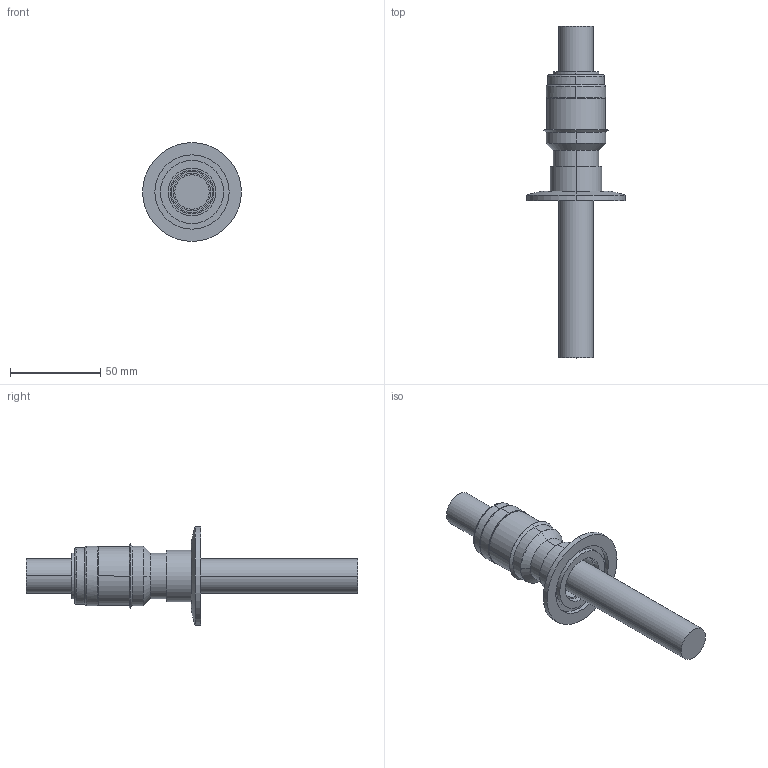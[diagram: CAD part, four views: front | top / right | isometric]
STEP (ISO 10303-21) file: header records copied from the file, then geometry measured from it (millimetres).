
FILE_DESCRIPTION (( 'STEP AP203' ), '1' );
FILE_NAME ('A0219-2-QF.STEP', '2013-06-03T12:33:30', ( '' ), ( '' ), 'SwSTEP 2.0', 'SolidWorks 2012', '' );
FILE_SCHEMA (( 'CONFIG_CONTROL_DESIGN' ));
Length unit declared in the file: inch
Products named in the file (1): A0219-2-QF
Bounding box: 54.86 x 184.15 x 54.86 mm (x, y, z)
Volume: 77144.4 mm3; surface area: 30595 mm2
Topology: 1 solids, 1 shells, 81 faces, 174 edges, 108 vertices
Faces by surface type: cylinder 40, cone 20, plane 15, bspline 6
Entity records: 2567 total; most frequent: CARTESIAN_POINT 668, DIRECTION 428, ORIENTED_EDGE 348, AXIS2_PLACEMENT_3D 184, EDGE_CURVE 174, CIRCLE 108, VERTEX_POINT 108, EDGE_LOOP 94
